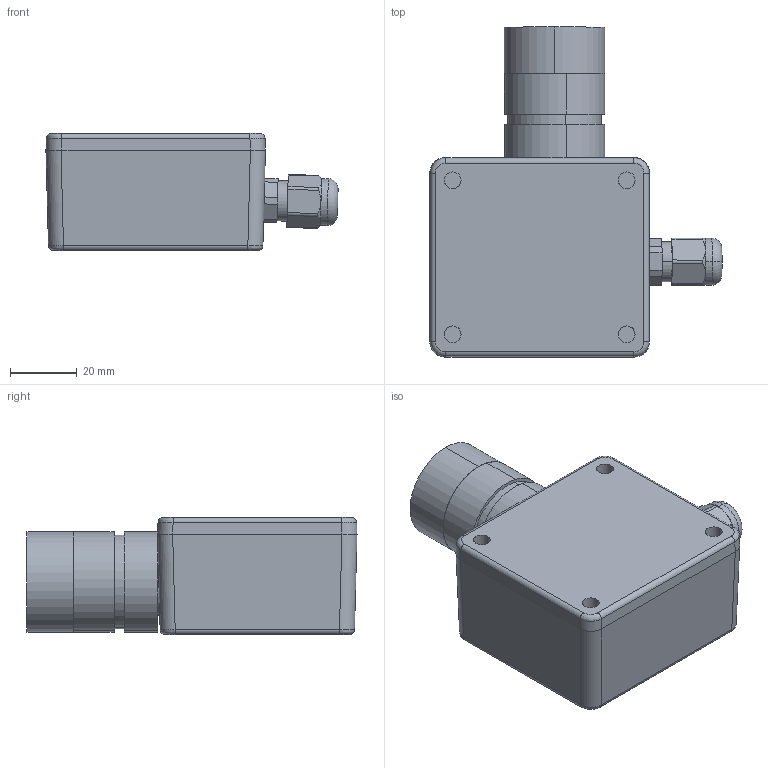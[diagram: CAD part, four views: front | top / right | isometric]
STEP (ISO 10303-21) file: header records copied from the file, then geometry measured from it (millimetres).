
FILE_DESCRIPTION (( 'STEP AP214' ), '1' );
FILE_NAME ('蚾饜极1.STEP', '2024-12-09T04:09:43', ( 'Windows User' ), ( 'P R C' ), 'SwSTEP 2.0', 'SolidWorks 2022', '' );
FILE_SCHEMA (( 'AUTOMOTIVE_DESIGN' ));
Length unit declared in the file: millimetre
Products named in the file (7): 褲极; M12; 奻裔; ァ极換覜ん; 換覜ん俋褲; 蚾饜极1; 換覜ん階裔
Assembly tree (6 placements, depth 2):
  蚾饜极1
    褲极
    ァ极換覜ん
    奻裔
    換覜ん階裔
    換覜ん俋褲
    M12
Bounding box: 87.27 x 98.59 x 35 mm (x, y, z)
Volume: 85139.7 mm3; surface area: 47736.7 mm2
Topology: 6 solids, 6 shells, 283 faces, 736 edges, 477 vertices
Faces by surface type: cylinder 147, plane 95, torus 16, sphere 10, bspline 8, cone 7
Entity records: 9381 total; most frequent: CARTESIAN_POINT 2156, DIRECTION 1503, ORIENTED_EDGE 1432, EDGE_CURVE 716, AXIS2_PLACEMENT_3D 580, VERTEX_POINT 467, LINE 343, VECTOR 343
